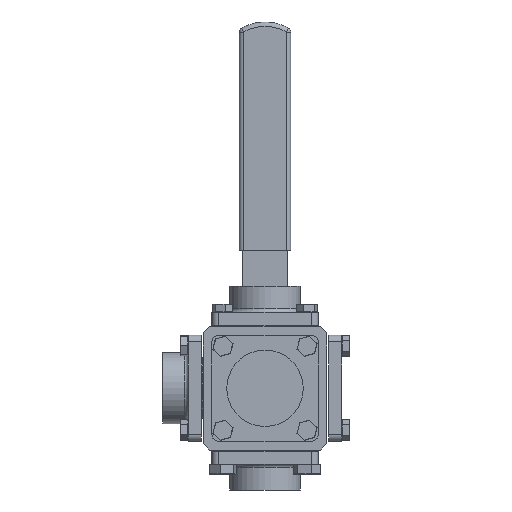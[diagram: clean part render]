
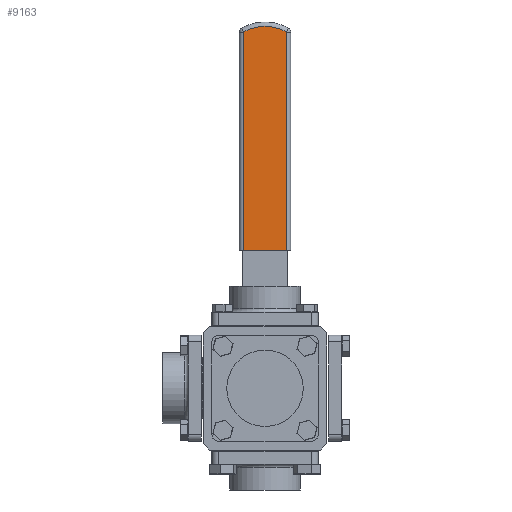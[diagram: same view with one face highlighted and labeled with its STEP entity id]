
A CAD part, front view. The second image highlights one B-rep face of the part: STEP entity #9163.
In plain terms, the highlighted planar face has unit normal (0, -1, 0).
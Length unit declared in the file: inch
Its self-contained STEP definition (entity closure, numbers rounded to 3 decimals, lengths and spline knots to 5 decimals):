
#32 = DIRECTION ( 'NONE',  ( -1., 0., 0. ) ) ;
#1245 = CARTESIAN_POINT ( 'NONE',  ( 0., 4.625, 8.99434 ) ) ;
#2205 = CARTESIAN_POINT ( 'NONE',  ( -0.6025, 4.625, 3.89766 ) ) ;
#2487 = AXIS2_PLACEMENT_3D ( 'NONE', #1245, #10157, #7938 ) ;
#3273 = PLANE ( 'NONE',  #2487 ) ;
#4575 = ORIENTED_EDGE ( 'NONE', *, *, #15874, .T. ) ;
#6742 = EDGE_LOOP ( 'NONE', ( #26637, #15216, #4575, #8815 ) ) ;
#6785 = CARTESIAN_POINT ( 'NONE',  ( 0.6025, 4.625, 10.13452 ) ) ;
#7727 = VECTOR ( 'NONE', #25073, 39.37008 ) ;
#7938 = DIRECTION ( 'NONE',  ( -1., 0., 0. ) ) ;
#8774 = CARTESIAN_POINT ( 'NONE',  ( 0., 4.625, 8.99434 ) ) ;
#8815 = ORIENTED_EDGE ( 'NONE', *, *, #11350, .T. ) ;
#9163 = ADVANCED_FACE ( 'NONE', ( #23414 ), #3273, .F. ) ;
#10157 = DIRECTION ( 'NONE',  ( 0., 1., 0. ) ) ;
#11350 = EDGE_CURVE ( 'NONE', #12564, #16134, #22197, .T. ) ;
#12035 = EDGE_CURVE ( 'NONE', #15247, #25046, #20246, .T. ) ;
#12564 = VERTEX_POINT ( 'NONE', #24740 ) ;
#13055 = EDGE_CURVE ( 'NONE', #15247, #16134, #27609, .T. ) ;
#13381 = VECTOR ( 'NONE', #24576, 39.37008 ) ;
#15216 = ORIENTED_EDGE ( 'NONE', *, *, #12035, .T. ) ;
#15247 = VERTEX_POINT ( 'NONE', #23158 ) ;
#15534 = AXIS2_PLACEMENT_3D ( 'NONE', #8774, #17567, #32 ) ;
#15874 = EDGE_CURVE ( 'NONE', #25046, #12564, #26209, .T. ) ;
#16134 = VERTEX_POINT ( 'NONE', #24464 ) ;
#17567 = DIRECTION ( 'NONE',  ( 0., -1., 0. ) ) ;
#18751 = DIRECTION ( 'NONE',  ( -1., 0., 0. ) ) ;
#19539 = CARTESIAN_POINT ( 'NONE',  ( 0.6025, 4.625, 10.06381 ) ) ;
#20246 = LINE ( 'NONE', #6785, #13381 ) ;
#22197 = LINE ( 'NONE', #2205, #7727 ) ;
#23158 = CARTESIAN_POINT ( 'NONE',  ( 0.6025, 4.625, 3.89766 ) ) ;
#23414 = FACE_OUTER_BOUND ( 'NONE', #6742, .T. ) ;
#24464 = CARTESIAN_POINT ( 'NONE',  ( -0.6025, 4.625, 3.89766 ) ) ;
#24576 = DIRECTION ( 'NONE',  ( 0., 0., 1. ) ) ;
#24740 = CARTESIAN_POINT ( 'NONE',  ( -0.6025, 4.625, 10.06381 ) ) ;
#25046 = VERTEX_POINT ( 'NONE', #19539 ) ;
#25073 = DIRECTION ( 'NONE',  ( 0., 0., -1. ) ) ;
#25225 = VECTOR ( 'NONE', #18751, 39.37008 ) ;
#25420 = CARTESIAN_POINT ( 'NONE',  ( -0.7275, 4.625, 3.89766 ) ) ;
#26209 = CIRCLE ( 'NONE', #15534, 1.2275 ) ;
#26637 = ORIENTED_EDGE ( 'NONE', *, *, #13055, .F. ) ;
#27609 = LINE ( 'NONE', #25420, #25225 ) ;
